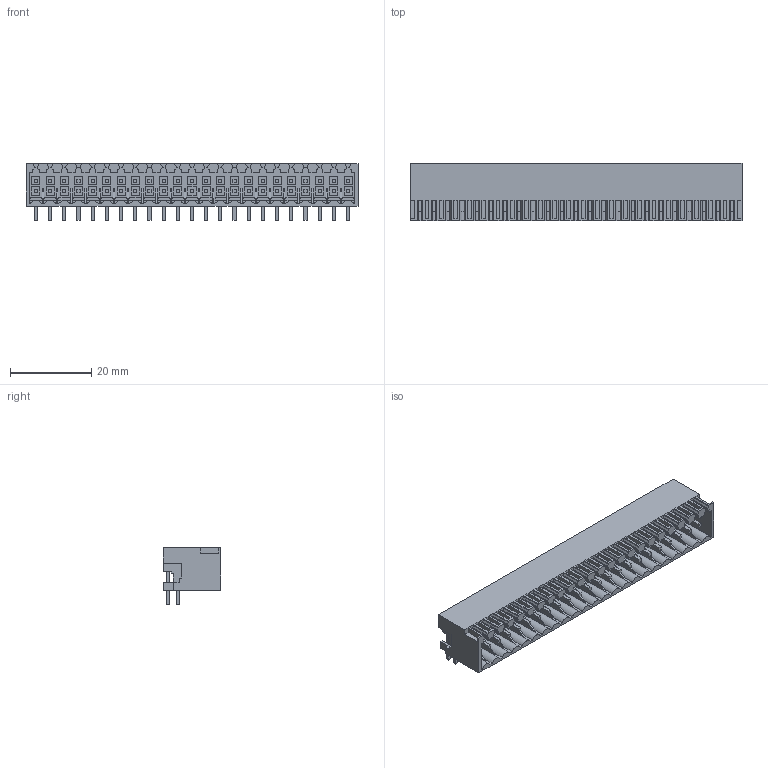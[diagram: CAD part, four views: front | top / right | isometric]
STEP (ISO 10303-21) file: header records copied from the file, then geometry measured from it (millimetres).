
FILE_DESCRIPTION(('CATIA V5 STEP Exchange','CAx-IF Rec.Pracs.--- Model Styling and Organization---1.4--- 2014-01-23'),'2;1');
FILE_NAME ('136952-3_0_2559840000_2559840000.stp','2021-07-27T06:09:34+00:00',('none'),('Weidmueller'),'CATIA Version 5-6 Release 2016 SP3 HF44','CATIA V5 STEP AP214','none');
FILE_SCHEMA(('AUTOMOTIVE_DESIGN { 1 0 10303 214 1 1 1 1 }'));
Products named in the file (1): 2559840000
Bounding box: 81.9 x 14.2 x 14 mm (x, y, z)
Volume: 5458.2 mm3; surface area: 12329.2 mm2
Topology: 93 solids, 93 shells, 2274 faces, 5890 edges, 3916 vertices
Faces by surface type: plane 2228, cylinder 46
Entity records: 60159 total; most frequent: ORIENTED_EDGE 11780, CARTESIAN_POINT 10554, DIRECTION 7384, EDGE_CURVE 5890, VECTOR 5798, LINE 5798, VERTEX_POINT 3916, EDGE_LOOP 2388
